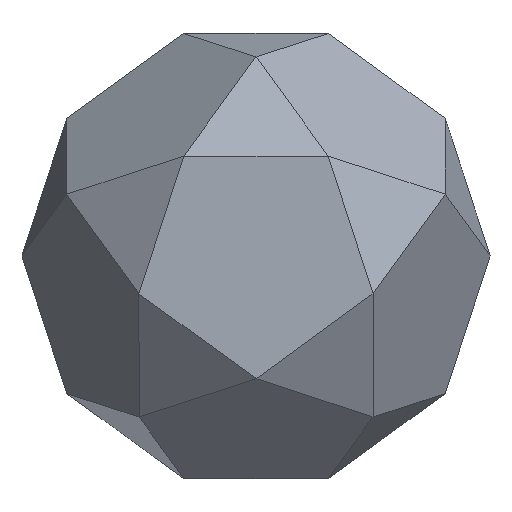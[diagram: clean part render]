
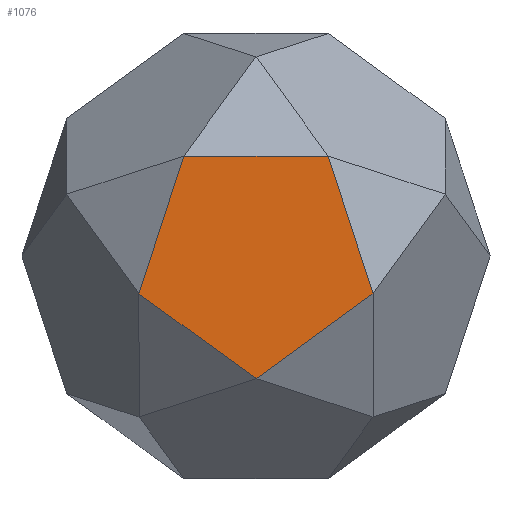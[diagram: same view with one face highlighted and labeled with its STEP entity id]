
A CAD part, top view. The second image highlights one B-rep face of the part: STEP entity #1076.
In plain terms, the highlighted planar face has unit normal (0, 0, 1).
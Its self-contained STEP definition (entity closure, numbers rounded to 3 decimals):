
#52 = EDGE_CURVE ( 'NONE', #461, #946, #720, .T. ) ;
#88 = VECTOR ( 'NONE', #124, 1000. ) ;
#111 = EDGE_CURVE ( 'NONE', #1252, #461, #1231, .T. ) ;
#124 = DIRECTION ( 'NONE',  ( 0.309, -0.951, 0. ) ) ;
#134 = AXIS2_PLACEMENT_3D ( 'NONE', #879, #602, #301 ) ;
#190 = DIRECTION ( 'NONE',  ( -0.809, -0.588, 0. ) ) ;
#192 = VECTOR ( 'NONE', #1097, 1000. ) ;
#200 = CARTESIAN_POINT ( 'NONE',  ( 15.451, 21.266, 42.533 ) ) ;
#212 = ORIENTED_EDGE ( 'NONE', *, *, #52, .F. ) ;
#276 = LINE ( 'NONE', #933, #733 ) ;
#281 = CARTESIAN_POINT ( 'NONE',  ( 25., -8.123, 42.533 ) ) ;
#292 = FACE_OUTER_BOUND ( 'NONE', #1021, .T. ) ;
#301 = DIRECTION ( 'NONE',  ( 1., 0., 0. ) ) ;
#310 = CARTESIAN_POINT ( 'NONE',  ( 0., -26.287, 42.533 ) ) ;
#314 = CARTESIAN_POINT ( 'NONE',  ( 15.451, 21.266, 42.533 ) ) ;
#320 = VERTEX_POINT ( 'NONE', #281 ) ;
#325 = CARTESIAN_POINT ( 'NONE',  ( -15.451, 21.266, 42.533 ) ) ;
#355 = EDGE_CURVE ( 'NONE', #1252, #564, #276, .T. ) ;
#368 = VECTOR ( 'NONE', #190, 1000. ) ;
#383 = EDGE_CURVE ( 'NONE', #320, #564, #847, .T. ) ;
#419 = CARTESIAN_POINT ( 'NONE',  ( -25., -8.123, 42.533 ) ) ;
#461 = VERTEX_POINT ( 'NONE', #325 ) ;
#502 = PLANE ( 'NONE',  #134 ) ;
#564 = VERTEX_POINT ( 'NONE', #310 ) ;
#569 = DIRECTION ( 'NONE',  ( 0.809, -0.588, 0. ) ) ;
#602 = DIRECTION ( 'NONE',  ( 0., 0., 1. ) ) ;
#611 = LINE ( 'NONE', #314, #88 ) ;
#694 = ORIENTED_EDGE ( 'NONE', *, *, #739, .F. ) ;
#720 = LINE ( 'NONE', #927, #192 ) ;
#722 = ORIENTED_EDGE ( 'NONE', *, *, #355, .T. ) ;
#733 = VECTOR ( 'NONE', #569, 1000. ) ;
#739 = EDGE_CURVE ( 'NONE', #946, #320, #611, .T. ) ;
#847 = LINE ( 'NONE', #1062, #368 ) ;
#879 = CARTESIAN_POINT ( 'NONE',  ( 0., 0., 42.533 ) ) ;
#902 = CARTESIAN_POINT ( 'NONE',  ( -25., -8.123, 42.533 ) ) ;
#927 = CARTESIAN_POINT ( 'NONE',  ( -15.451, 21.266, 42.533 ) ) ;
#933 = CARTESIAN_POINT ( 'NONE',  ( -25., -8.123, 42.533 ) ) ;
#946 = VERTEX_POINT ( 'NONE', #200 ) ;
#986 = ORIENTED_EDGE ( 'NONE', *, *, #111, .F. ) ;
#1021 = EDGE_LOOP ( 'NONE', ( #694, #212, #986, #722, #1210 ) ) ;
#1062 = CARTESIAN_POINT ( 'NONE',  ( 25., -8.123, 42.533 ) ) ;
#1076 = ADVANCED_FACE ( 'NONE', ( #292 ), #502, .T. ) ;
#1097 = DIRECTION ( 'NONE',  ( 1., 0., 0. ) ) ;
#1185 = VECTOR ( 'NONE', #1203, 1000. ) ;
#1203 = DIRECTION ( 'NONE',  ( 0.309, 0.951, 0. ) ) ;
#1210 = ORIENTED_EDGE ( 'NONE', *, *, #383, .F. ) ;
#1231 = LINE ( 'NONE', #902, #1185 ) ;
#1252 = VERTEX_POINT ( 'NONE', #419 ) ;
